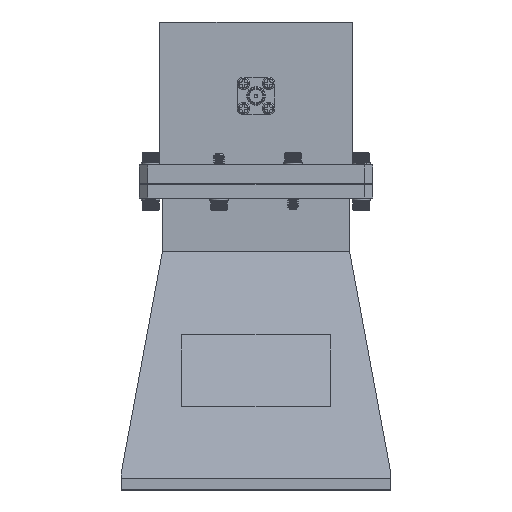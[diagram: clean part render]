
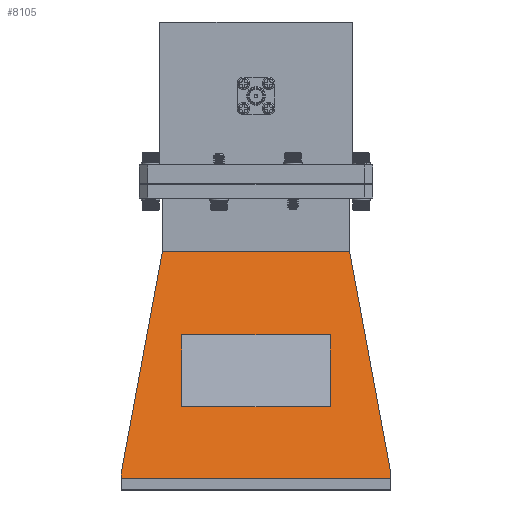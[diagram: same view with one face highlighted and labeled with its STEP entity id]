
A CAD part, top view. The second image highlights one B-rep face of the part: STEP entity #8105.
In plain terms, the highlighted face is planar.
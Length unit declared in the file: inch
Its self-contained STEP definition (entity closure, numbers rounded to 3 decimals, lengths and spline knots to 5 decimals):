
#15 = VECTOR ( 'NONE', #6432, 39.37008 ) ;
#17 = LINE ( 'NONE', #13722, #5873 ) ;
#59 = CARTESIAN_POINT ( 'NONE',  ( 1.47958, 1.82128, 5.02164 ) ) ;
#62 = CARTESIAN_POINT ( 'NONE',  ( 1.46443, 1.82128, 4.96273 ) ) ;
#194 = VERTEX_POINT ( 'NONE', #10880 ) ;
#266 = VECTOR ( 'NONE', #14347, 39.37008 ) ;
#416 = DIRECTION ( 'NONE',  ( -0.968, 0., 0.249 ) ) ;
#450 = DIRECTION ( 'NONE',  ( 0.245, 0.177, 0.953 ) ) ;
#461 = LINE ( 'NONE', #5031, #7432 ) ;
#792 = VERTEX_POINT ( 'NONE', #11310 ) ;
#814 = VECTOR ( 'NONE', #8339, 39.37008 ) ;
#929 = VERTEX_POINT ( 'NONE', #1411 ) ;
#1411 = CARTESIAN_POINT ( 'NONE',  ( 1.47958, -1.82128, 5.02164 ) ) ;
#1631 = LINE ( 'NONE', #9485, #8164 ) ;
#1718 = EDGE_CURVE ( 'NONE', #12212, #11014, #461, .T. ) ;
#1880 = ORIENTED_EDGE ( 'NONE', *, *, #13040, .F. ) ;
#2121 = DIRECTION ( 'NONE',  ( -0.249, 0., -0.968 ) ) ;
#2469 = CARTESIAN_POINT ( 'NONE',  ( 0.69055, 1.26319, 1.95356 ) ) ;
#2571 = CARTESIAN_POINT ( 'NONE',  ( 1.23051, -1., 4.05315 ) ) ;
#2587 = VERTEX_POINT ( 'NONE', #3393 ) ;
#2872 = DIRECTION ( 'NONE',  ( -0.249, 0., -0.968 ) ) ;
#2978 = EDGE_CURVE ( 'NONE', #5516, #2587, #1631, .T. ) ;
#3089 = EDGE_CURVE ( 'NONE', #11014, #194, #7785, .T. ) ;
#3122 = VECTOR ( 'NONE', #9004, 39.37008 ) ;
#3272 = EDGE_LOOP ( 'NONE', ( #9467, #11655, #6663, #11271, #6696, #1880, #13160, #7821 ) ) ;
#3393 = CARTESIAN_POINT ( 'NONE',  ( 0.69055, -1.26319, 1.95356 ) ) ;
#3563 = LINE ( 'NONE', #9233, #814 ) ;
#3935 = DIRECTION ( 'NONE',  ( 0.249, 0., 0.968 ) ) ;
#4006 = FACE_OUTER_BOUND ( 'NONE', #3272, .T. ) ;
#4062 = CARTESIAN_POINT ( 'NONE',  ( 1.47958, -1.82128, 5.02164 ) ) ;
#4204 = ORIENTED_EDGE ( 'NONE', *, *, #1718, .F. ) ;
#4364 = VERTEX_POINT ( 'NONE', #12798 ) ;
#4457 = CARTESIAN_POINT ( 'NONE',  ( 1.46443, -1.82128, 4.96273 ) ) ;
#4562 = LINE ( 'NONE', #62, #12179 ) ;
#4632 = VECTOR ( 'NONE', #450, 39.37008 ) ;
#4982 = FACE_BOUND ( 'NONE', #10650, .T. ) ;
#5031 = CARTESIAN_POINT ( 'NONE',  ( 0.98144, -1., 3.08467 ) ) ;
#5033 = EDGE_CURVE ( 'NONE', #929, #10171, #7523, .T. ) ;
#5516 = VERTEX_POINT ( 'NONE', #2469 ) ;
#5746 = EDGE_CURVE ( 'NONE', #792, #12943, #4562, .T. ) ;
#5873 = VECTOR ( 'NONE', #7152, 39.37008 ) ;
#5955 = CARTESIAN_POINT ( 'NONE',  ( 0.6916, 1.26319, 1.95763 ) ) ;
#6051 = CARTESIAN_POINT ( 'NONE',  ( 0.17648, 1.26319, -0.04538 ) ) ;
#6195 = LINE ( 'NONE', #6051, #11008 ) ;
#6289 = ORIENTED_EDGE ( 'NONE', *, *, #3089, .F. ) ;
#6432 = DIRECTION ( 'NONE',  ( 0.249, 0., 0.968 ) ) ;
#6471 = EDGE_CURVE ( 'NONE', #6638, #12212, #14656, .T. ) ;
#6501 = EDGE_CURVE ( 'NONE', #10171, #4364, #14720, .T. ) ;
#6638 = VERTEX_POINT ( 'NONE', #2571 ) ;
#6663 = ORIENTED_EDGE ( 'NONE', *, *, #6501, .T. ) ;
#6696 = ORIENTED_EDGE ( 'NONE', *, *, #2978, .F. ) ;
#6849 = CARTESIAN_POINT ( 'NONE',  ( 0.98144, 1., 3.08467 ) ) ;
#7152 = DIRECTION ( 'NONE',  ( 0.249, 0., 0.968 ) ) ;
#7432 = VECTOR ( 'NONE', #9585, 39.37008 ) ;
#7523 = LINE ( 'NONE', #4062, #14508 ) ;
#7537 = LINE ( 'NONE', #12022, #266 ) ;
#7785 = LINE ( 'NONE', #8808, #15 ) ;
#7821 = ORIENTED_EDGE ( 'NONE', *, *, #5746, .T. ) ;
#8036 = VERTEX_POINT ( 'NONE', #5955 ) ;
#8105 = ADVANCED_FACE ( 'NONE', ( #4982, #4006 ), #11808, .F. ) ;
#8164 = VECTOR ( 'NONE', #14069, 39.37008 ) ;
#8328 = EDGE_CURVE ( 'NONE', #2587, #4364, #17, .T. ) ;
#8339 = DIRECTION ( 'NONE',  ( 0., 1., 0. ) ) ;
#8551 = CARTESIAN_POINT ( 'NONE',  ( 0.98144, -1., 3.08467 ) ) ;
#8662 = ORIENTED_EDGE ( 'NONE', *, *, #14173, .F. ) ;
#8808 = CARTESIAN_POINT ( 'NONE',  ( 1.23051, 1., 4.05315 ) ) ;
#9004 = DIRECTION ( 'NONE',  ( -0.245, 0.177, -0.953 ) ) ;
#9106 = DIRECTION ( 'NONE',  ( 0.249, 0., 0.968 ) ) ;
#9233 = CARTESIAN_POINT ( 'NONE',  ( 1.47958, 0., 5.02164 ) ) ;
#9467 = ORIENTED_EDGE ( 'NONE', *, *, #11695, .F. ) ;
#9485 = CARTESIAN_POINT ( 'NONE',  ( 0.69055, 0., 1.95356 ) ) ;
#9585 = DIRECTION ( 'NONE',  ( 0., 1., 0. ) ) ;
#9632 = EDGE_CURVE ( 'NONE', #8036, #792, #10926, .T. ) ;
#9646 = CARTESIAN_POINT ( 'NONE',  ( 0.6916, 1.26319, 1.95763 ) ) ;
#10171 = VERTEX_POINT ( 'NONE', #11080 ) ;
#10650 = EDGE_LOOP ( 'NONE', ( #8662, #6289, #4204, #12547 ) ) ;
#10747 = DIRECTION ( 'NONE',  ( -0.249, 0., -0.968 ) ) ;
#10880 = CARTESIAN_POINT ( 'NONE',  ( 1.23051, 1., 4.05315 ) ) ;
#10892 = CARTESIAN_POINT ( 'NONE',  ( 0.17648, 0., -0.04538 ) ) ;
#10926 = LINE ( 'NONE', #9646, #4632 ) ;
#11008 = VECTOR ( 'NONE', #10747, 39.37008 ) ;
#11014 = VERTEX_POINT ( 'NONE', #6849 ) ;
#11080 = CARTESIAN_POINT ( 'NONE',  ( 1.46443, -1.82128, 4.96273 ) ) ;
#11271 = ORIENTED_EDGE ( 'NONE', *, *, #8328, .F. ) ;
#11310 = CARTESIAN_POINT ( 'NONE',  ( 1.46443, 1.82128, 4.96273 ) ) ;
#11655 = ORIENTED_EDGE ( 'NONE', *, *, #5033, .T. ) ;
#11695 = EDGE_CURVE ( 'NONE', #929, #12943, #3563, .T. ) ;
#11808 = PLANE ( 'NONE',  #12052 ) ;
#12022 = CARTESIAN_POINT ( 'NONE',  ( 1.23051, -1., 4.05315 ) ) ;
#12052 = AXIS2_PLACEMENT_3D ( 'NONE', #10892, #416, #3935 ) ;
#12179 = VECTOR ( 'NONE', #9106, 39.37008 ) ;
#12212 = VERTEX_POINT ( 'NONE', #8551 ) ;
#12312 = CARTESIAN_POINT ( 'NONE',  ( 1.23051, -1., 4.05315 ) ) ;
#12547 = ORIENTED_EDGE ( 'NONE', *, *, #6471, .F. ) ;
#12798 = CARTESIAN_POINT ( 'NONE',  ( 0.6916, -1.26319, 1.95763 ) ) ;
#12943 = VERTEX_POINT ( 'NONE', #59 ) ;
#13040 = EDGE_CURVE ( 'NONE', #8036, #5516, #6195, .T. ) ;
#13147 = VECTOR ( 'NONE', #2121, 39.37008 ) ;
#13160 = ORIENTED_EDGE ( 'NONE', *, *, #9632, .T. ) ;
#13722 = CARTESIAN_POINT ( 'NONE',  ( 0.17648, -1.26319, -0.04538 ) ) ;
#14069 = DIRECTION ( 'NONE',  ( 0., -1., 0. ) ) ;
#14173 = EDGE_CURVE ( 'NONE', #194, #6638, #7537, .T. ) ;
#14347 = DIRECTION ( 'NONE',  ( 0., -1., 0. ) ) ;
#14508 = VECTOR ( 'NONE', #2872, 39.37008 ) ;
#14656 = LINE ( 'NONE', #12312, #13147 ) ;
#14720 = LINE ( 'NONE', #4457, #3122 ) ;
